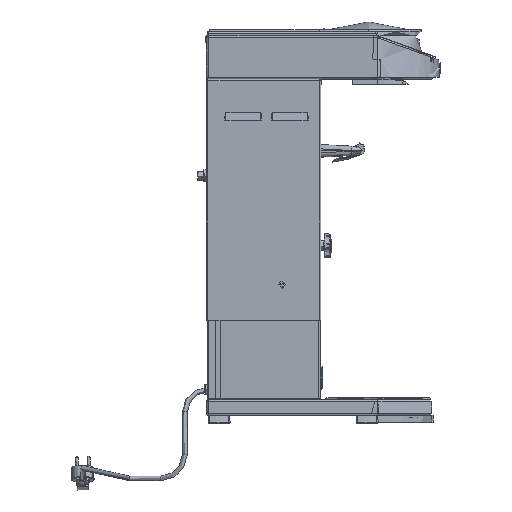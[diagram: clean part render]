
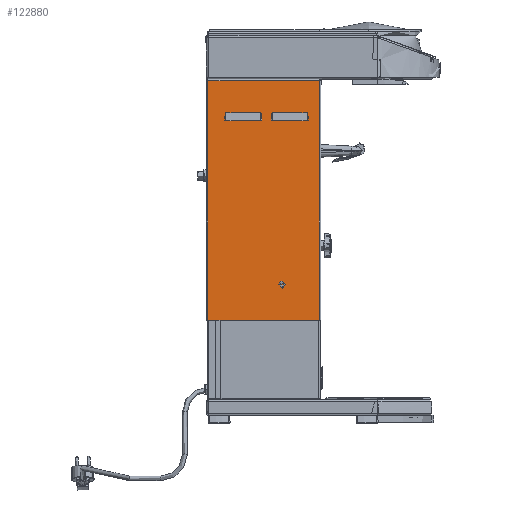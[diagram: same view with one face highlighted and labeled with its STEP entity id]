
A CAD part, left-side view. The second image highlights one B-rep face of the part: STEP entity #122880.
In plain terms, the highlighted face is planar.
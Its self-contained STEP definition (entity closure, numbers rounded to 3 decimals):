
#370=ELLIPSE('',#132409,11.838,1.8);
#374=ELLIPSE('',#132416,11.838,1.8);
#378=ELLIPSE('',#132429,11.838,1.8);
#382=ELLIPSE('',#132436,11.838,1.8);
#6051=FACE_BOUND('',#19091,.T.);
#6052=FACE_BOUND('',#19092,.T.);
#7546=PLANE('',#132600);
#11848=FACE_OUTER_BOUND('',#19090,.T.);
#19090=EDGE_LOOP('',(#87710,#87711,#87712,#87713));
#19091=EDGE_LOOP('',(#87714,#87715,#87716,#87717,#87718,#87719,#87720,#87721));
#19092=EDGE_LOOP('',(#87722,#87723,#87724,#87725,#87726,#87727,#87728,#87729));
#27646=LINE('',#180647,#39049);
#27648=LINE('',#180652,#39051);
#27652=LINE('',#180664,#39055);
#27655=LINE('',#180673,#39058);
#27663=LINE('',#180693,#39066);
#27667=LINE('',#180700,#39070);
#27672=LINE('',#180715,#39075);
#27674=LINE('',#180720,#39077);
#27678=LINE('',#180732,#39081);
#27681=LINE('',#180741,#39084);
#27689=LINE('',#180761,#39092);
#27693=LINE('',#180768,#39096);
#27858=LINE('',#181178,#39261);
#27890=LINE('',#181260,#39293);
#27896=LINE('',#181279,#39299);
#27905=LINE('',#181308,#39308);
#39049=VECTOR('',#146348,10.);
#39051=VECTOR('',#146352,10.);
#39055=VECTOR('',#146360,10.);
#39058=VECTOR('',#146371,10.);
#39066=VECTOR('',#146393,10.);
#39070=VECTOR('',#146401,10.);
#39075=VECTOR('',#146414,10.);
#39077=VECTOR('',#146418,10.);
#39081=VECTOR('',#146426,10.);
#39084=VECTOR('',#146437,10.);
#39092=VECTOR('',#146459,10.);
#39096=VECTOR('',#146467,10.);
#39261=VECTOR('',#146842,10.);
#39293=VECTOR('',#146932,10.);
#39299=VECTOR('',#146952,10.);
#39308=VECTOR('',#146987,10.);
#54330=VERTEX_POINT('',#180637);
#54331=VERTEX_POINT('',#180639);
#54333=VERTEX_POINT('',#180645);
#54334=VERTEX_POINT('',#180649);
#54335=VERTEX_POINT('',#180651);
#54340=VERTEX_POINT('',#180661);
#54341=VERTEX_POINT('',#180663);
#54343=VERTEX_POINT('',#180669);
#54352=VERTEX_POINT('',#180705);
#54353=VERTEX_POINT('',#180707);
#54355=VERTEX_POINT('',#180713);
#54356=VERTEX_POINT('',#180717);
#54357=VERTEX_POINT('',#180719);
#54362=VERTEX_POINT('',#180729);
#54363=VERTEX_POINT('',#180731);
#54365=VERTEX_POINT('',#180737);
#54510=VERTEX_POINT('',#181175);
#54511=VERTEX_POINT('',#181177);
#54532=VERTEX_POINT('',#181259);
#54538=VERTEX_POINT('',#181277);
#66859=EDGE_CURVE('',#54330,#54331,#370,.F.);
#66863=EDGE_CURVE('',#54330,#54333,#27646,.T.);
#66865=EDGE_CURVE('',#54335,#54334,#27648,.T.);
#66871=EDGE_CURVE('',#54341,#54340,#27652,.T.);
#66875=EDGE_CURVE('',#54343,#54333,#374,.F.);
#66876=EDGE_CURVE('',#54343,#54341,#27655,.T.);
#66886=EDGE_CURVE('',#54340,#54335,#27663,.T.);
#66890=EDGE_CURVE('',#54334,#54331,#27667,.T.);
#66893=EDGE_CURVE('',#54352,#54353,#378,.F.);
#66897=EDGE_CURVE('',#54352,#54355,#27672,.T.);
#66899=EDGE_CURVE('',#54357,#54356,#27674,.T.);
#66905=EDGE_CURVE('',#54363,#54362,#27678,.T.);
#66909=EDGE_CURVE('',#54365,#54355,#382,.F.);
#66910=EDGE_CURVE('',#54365,#54363,#27681,.T.);
#66920=EDGE_CURVE('',#54362,#54357,#27689,.T.);
#66924=EDGE_CURVE('',#54356,#54353,#27693,.T.);
#67128=EDGE_CURVE('',#54511,#54510,#27858,.T.);
#67169=EDGE_CURVE('',#54532,#54511,#27890,.T.);
#67179=EDGE_CURVE('',#54510,#54538,#27896,.T.);
#67194=EDGE_CURVE('',#54532,#54538,#27905,.T.);
#87710=ORIENTED_EDGE('',*,*,#67128,.T.);
#87711=ORIENTED_EDGE('',*,*,#67179,.T.);
#87712=ORIENTED_EDGE('',*,*,#67194,.F.);
#87713=ORIENTED_EDGE('',*,*,#67169,.T.);
#87714=ORIENTED_EDGE('',*,*,#66876,.T.);
#87715=ORIENTED_EDGE('',*,*,#66871,.T.);
#87716=ORIENTED_EDGE('',*,*,#66886,.T.);
#87717=ORIENTED_EDGE('',*,*,#66865,.T.);
#87718=ORIENTED_EDGE('',*,*,#66890,.T.);
#87719=ORIENTED_EDGE('',*,*,#66859,.F.);
#87720=ORIENTED_EDGE('',*,*,#66863,.T.);
#87721=ORIENTED_EDGE('',*,*,#66875,.F.);
#87722=ORIENTED_EDGE('',*,*,#66910,.T.);
#87723=ORIENTED_EDGE('',*,*,#66905,.T.);
#87724=ORIENTED_EDGE('',*,*,#66920,.T.);
#87725=ORIENTED_EDGE('',*,*,#66899,.T.);
#87726=ORIENTED_EDGE('',*,*,#66924,.T.);
#87727=ORIENTED_EDGE('',*,*,#66893,.F.);
#87728=ORIENTED_EDGE('',*,*,#66897,.T.);
#87729=ORIENTED_EDGE('',*,*,#66909,.F.);
#122880=ADVANCED_FACE('',(#11848,#6051,#6052),#7546,.T.);
#132409=AXIS2_PLACEMENT_3D('',#180640,#146341,#146342);
#132416=AXIS2_PLACEMENT_3D('',#180671,#146367,#146368);
#132429=AXIS2_PLACEMENT_3D('',#180708,#146407,#146408);
#132436=AXIS2_PLACEMENT_3D('',#180739,#146433,#146434);
#132600=AXIS2_PLACEMENT_3D('',#181307,#146985,#146986);
#146341=DIRECTION('center_axis',(0.,1.,0.));
#146342=DIRECTION('ref_axis',(0.,0.,
1.));
#146348=DIRECTION('',(1.,0.,0.));
#146352=DIRECTION('',(-1.,0.,0.));
#146360=DIRECTION('',(-1.,0.,0.));
#146367=DIRECTION('center_axis',(0.,1.,0.));
#146368=DIRECTION('ref_axis',(0.,0.,
1.));
#146371=DIRECTION('',(0.,0.,-1.));
#146393=DIRECTION('',(-1.,0.,0.));
#146401=DIRECTION('',(0.,0.,1.));
#146407=DIRECTION('center_axis',(0.,1.,0.));
#146408=DIRECTION('ref_axis',(0.,0.,
1.));
#146414=DIRECTION('',(1.,0.,0.));
#146418=DIRECTION('',(-1.,0.,0.));
#146426=DIRECTION('',(-1.,0.,0.));
#146433=DIRECTION('center_axis',(0.,1.,0.));
#146434=DIRECTION('ref_axis',(0.,0.,
1.));
#146437=DIRECTION('',(0.,0.,-1.));
#146459=DIRECTION('',(-1.,0.,0.));
#146467=DIRECTION('',(0.,0.,1.));
#146842=DIRECTION('',(-1.,0.,0.));
#146932=DIRECTION('',(0.,0.,1.));
#146952=DIRECTION('',(0.,0.,-1.));
#146985=DIRECTION('center_axis',(0.,-1.,0.));
#146986=DIRECTION('ref_axis',(0.,0.,
-1.));
#146987=DIRECTION('',(-1.,0.,0.));
#180637=CARTESIAN_POINT('',(-77.7,-100.,140.4));
#180639=CARTESIAN_POINT('',(-79.5,-100.,128.562));
#180640=CARTESIAN_POINT('Origin',(-77.7,-100.,128.562));
#180645=CARTESIAN_POINT('',(-21.3,-100.,140.4));
#180647=CARTESIAN_POINT('',(-85.425,-100.,140.4));
#180649=CARTESIAN_POINT('',(-79.5,-100.,127.4));
#180651=CARTESIAN_POINT('',(-78.7,-100.,127.4));
#180652=CARTESIAN_POINT('',(-55.425,-100.,127.4));
#180661=CARTESIAN_POINT('',(-20.3,-100.,127.4));
#180663=CARTESIAN_POINT('',(-19.5,-100.,127.4));
#180664=CARTESIAN_POINT('',(-55.425,-100.,127.4));
#180669=CARTESIAN_POINT('',(-19.5,-100.,128.562));
#180671=CARTESIAN_POINT('Origin',(-21.3,-100.,128.562));
#180673=CARTESIAN_POINT('',(-19.5,-100.,70.2));
#180693=CARTESIAN_POINT('',(-55.425,-100.,127.4));
#180700=CARTESIAN_POINT('',(-79.5,-100.,63.7));
#180705=CARTESIAN_POINT('',(-152.7,-100.,140.4));
#180707=CARTESIAN_POINT('',(-154.5,-100.,128.562));
#180708=CARTESIAN_POINT('Origin',(-152.7,-100.,128.562));
#180713=CARTESIAN_POINT('',(-96.3,-100.,140.4));
#180715=CARTESIAN_POINT('',(-122.925,-100.,140.4));
#180717=CARTESIAN_POINT('',(-154.5,-100.,127.4));
#180719=CARTESIAN_POINT('',(-153.7,-100.,127.4));
#180720=CARTESIAN_POINT('',(-92.925,-100.,127.4));
#180729=CARTESIAN_POINT('',(-95.3,-100.,127.4));
#180731=CARTESIAN_POINT('',(-94.5,-100.,127.4));
#180732=CARTESIAN_POINT('',(-92.925,-100.,127.4));
#180737=CARTESIAN_POINT('',(-94.5,-100.,128.562));
#180739=CARTESIAN_POINT('Origin',(-96.3,-100.,128.562));
#180741=CARTESIAN_POINT('',(-94.5,-100.,70.2));
#180761=CARTESIAN_POINT('',(-92.925,-100.,127.4));
#180768=CARTESIAN_POINT('',(-154.5,-100.,63.7));
#181175=CARTESIAN_POINT('',(-181.7,-100.,192.5));
#181177=CARTESIAN_POINT('',(-1.7,-100.,192.5));
#181178=CARTESIAN_POINT('',(-46.525,-100.,192.5));
#181259=CARTESIAN_POINT('',(-1.7,-100.,-195.));
#181260=CARTESIAN_POINT('',(-1.7,-100.,0.));
#181277=CARTESIAN_POINT('',(-181.7,-100.,-195.));
#181279=CARTESIAN_POINT('',(-181.7,-100.,97.5));
#181307=CARTESIAN_POINT('Origin',(-91.35,-100.,0.));
#181308=CARTESIAN_POINT('',(-1.7,-100.,-195.));
